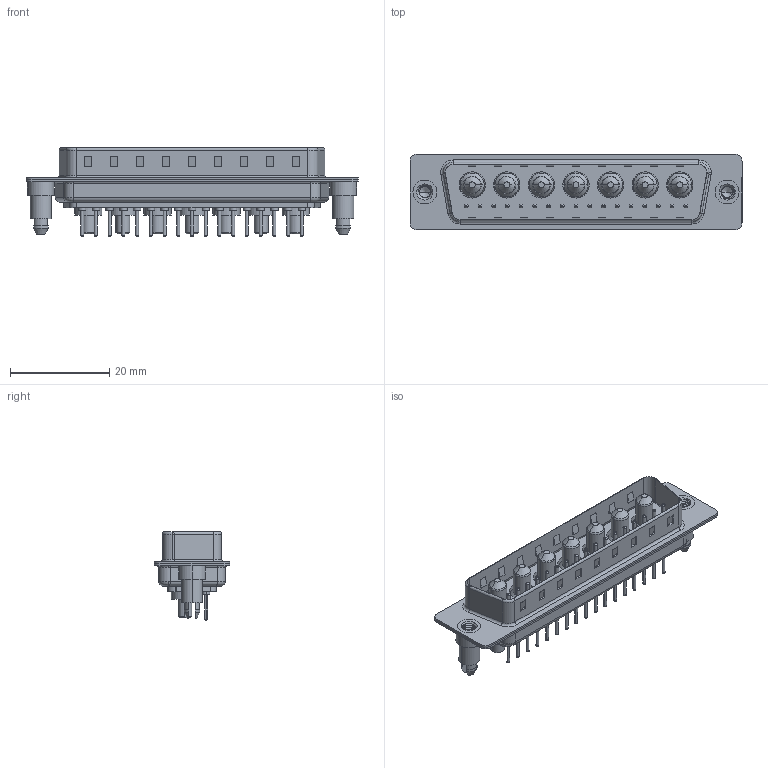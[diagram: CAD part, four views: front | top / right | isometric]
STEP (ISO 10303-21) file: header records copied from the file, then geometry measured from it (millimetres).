
FILE_DESCRIPTION (( 'STEP AP203' ), '1' );
FILE_NAME ('627-24W7624-2ND.STEP', '2019-06-18T23:44:23', ( '' ), ( '' ), 'SwSTEP 2.0', 'SolidWorks 2016', '' );
FILE_SCHEMA (( 'CONFIG_CONTROL_DESIGN' ));
Length unit declared in the file: millimetre
Products named in the file (8): 627-24W7624-2ND; 627Combo Housing_24W7; 627Combo Shell Rear_50 Contacts; 627Combo Shell Front_50 Contacts; 627Combo Threaded Boardlock_D; Power Pin_20A S; 627Combo Threaded Boardlock_5; 627Combo Contact Row 3_24
Assembly tree (29 placements, depth 2):
  627-24W7624-2ND
    627Combo Housing_24W7
    627Combo Shell Rear_50 Contacts
    627Combo Shell Front_50 Contacts
    627Combo Threaded Boardlock_D
    Power Pin_20A S  x7
    627Combo Threaded Boardlock_5
    627Combo Contact Row 3_24  x17
Bounding box: 67 x 15.3 x 17.9 mm (x, y, z)
Volume: 5146.8 mm3; surface area: 10957.7 mm2
Topology: 36 solids, 36 shells, 1379 faces, 3062 edges, 1876 vertices
Faces by surface type: cylinder 552, plane 408, torus 336, cone 62, bspline 21
Entity records: 26189 total; most frequent: CARTESIAN_POINT 7643, DIRECTION 3734, ORIENTED_EDGE 3444, EDGE_CURVE 1722, AXIS2_PLACEMENT_3D 1425, VERTEX_POINT 1100, VECTOR 884, LINE 884
